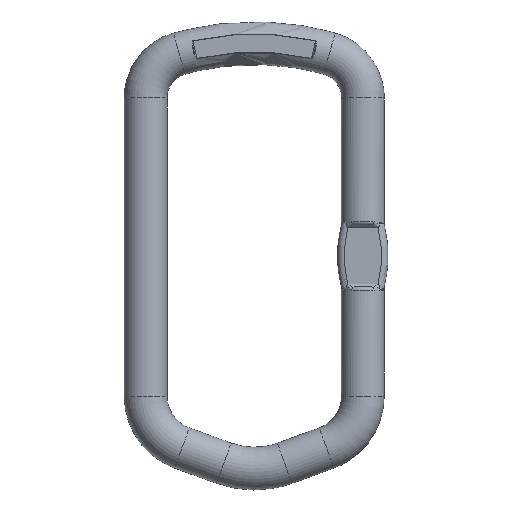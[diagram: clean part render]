
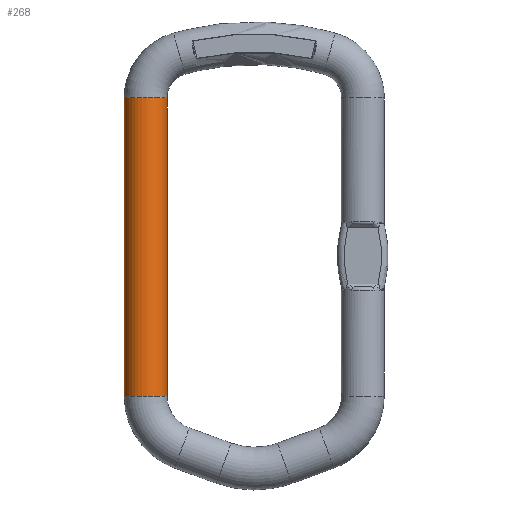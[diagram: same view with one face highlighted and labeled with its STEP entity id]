
A CAD part, left-side view. The second image highlights one B-rep face of the part: STEP entity #268.
In plain terms, the highlighted cylindrical face has radius 19 mm (diameter 38 mm), a full revolution.
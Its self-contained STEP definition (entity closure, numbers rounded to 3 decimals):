
#132=CYLINDRICAL_SURFACE('',#2376,19.);
#268=ADVANCED_FACE('',(#519,#520),#132,.T.);
#458=CIRCLE('',#2374,19.);
#459=CIRCLE('',#2375,19.);
#519=FACE_BOUND('',#554,.T.);
#520=FACE_BOUND('',#555,.T.);
#554=EDGE_LOOP('',(#949));
#555=EDGE_LOOP('',(#950));
#949=ORIENTED_EDGE('',*,*,#1867,.T.);
#950=ORIENTED_EDGE('',*,*,#1868,.F.);
#1639=VERTEX_POINT('',#3146);
#1640=VERTEX_POINT('',#3148);
#1867=EDGE_CURVE('',#1639,#1639,#458,.T.);
#1868=EDGE_CURVE('',#1640,#1640,#459,.T.);
#2374=AXIS2_PLACEMENT_3D('',#3145,#2570,#2571);
#2375=AXIS2_PLACEMENT_3D('',#3147,#2572,#2573);
#2376=AXIS2_PLACEMENT_3D('',#3149,#2574,#2575);
#2570=DIRECTION('',(0.,0.,1.));
#2571=DIRECTION('',(0.,1.,0.));
#2572=DIRECTION('',(0.,0.,1.));
#2573=DIRECTION('',(0.,1.,0.));
#2574=DIRECTION('',(0.,0.,-1.));
#2575=DIRECTION('',(-1.,0.,0.));
#3145=CARTESIAN_POINT('',(0.,96.5,-124.637));
#3146=CARTESIAN_POINT('',(0.,115.5,-124.637));
#3147=CARTESIAN_POINT('',(0.,96.5,140.266));
#3148=CARTESIAN_POINT('',(0.,115.5,140.266));
#3149=CARTESIAN_POINT('',(0.,96.5,140.266));
